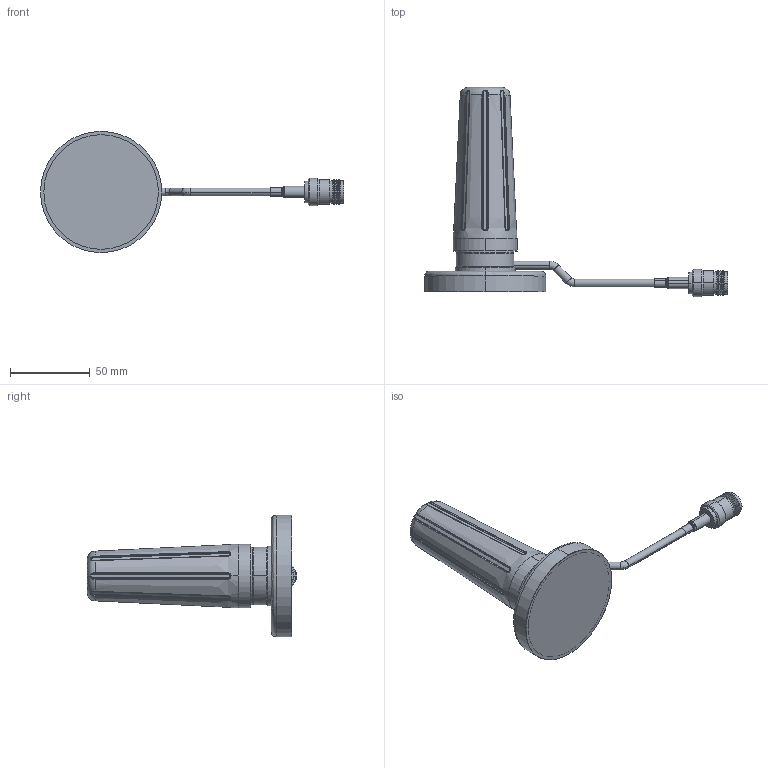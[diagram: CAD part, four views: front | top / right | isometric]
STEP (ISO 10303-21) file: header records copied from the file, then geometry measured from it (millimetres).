
FILE_DESCRIPTION (( 'STEP AP214' ), '1' );
FILE_NAME ('FMANMOB1001-NF_3D.step', '2023-03-15T17:10:49', ( '' ), ( '' ), 'SwSTEP 2.0', 'SolidWorks 2022', '' );
FILE_SCHEMA (( 'AUTOMOTIVE_DESIGN' ));
Length unit declared in the file: inch
Products named in the file (6): FMANMOB1001-NF_3D; Copy of NF 230124^FMMA1-NFA10; Copy of NMO Base w Cable^FMMA1-NFA10; FMMA1-NFA10; Copy of HeatShrink-195-2_230124^FMMA1-NFA10; FMANOM1055
Assembly tree (5 placements, depth 3):
  FMANMOB1001-NF_3D
    FMMA1-NFA10
      Copy of NMO Base w Cable^FMMA1-NFA10
      Copy of HeatShrink-195-2_230124^FMMA1-NFA10
      Copy of NF 230124^FMMA1-NFA10
    FMANOM1055
Bounding box: 189.92 x 131.07 x 76 mm (x, y, z)
Volume: 99864.4 mm3; surface area: 76224.1 mm2
Topology: 14 solids, 14 shells, 738 faces, 1739 edges, 1051 vertices
Faces by surface type: bspline 319, cylinder 229, plane 114, cone 56, torus 20
Entity records: 34117 total; most frequent: CARTESIAN_POINT 18500, ORIENTED_EDGE 3470, DIRECTION 2135, EDGE_CURVE 1735, VERTEX_POINT 1051, AXIS2_PLACEMENT_3D 920, EDGE_LOOP 788, FACE_OUTER_BOUND 738
